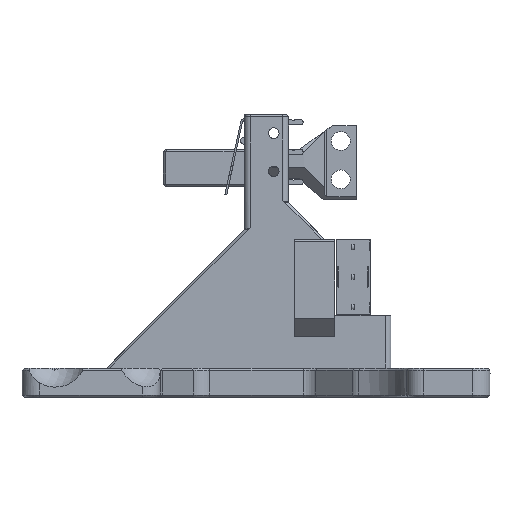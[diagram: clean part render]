
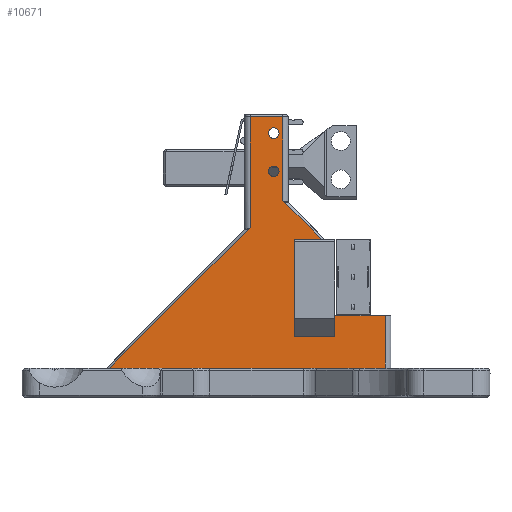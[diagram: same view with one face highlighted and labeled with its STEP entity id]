
A CAD part, front view. The second image highlights one B-rep face of the part: STEP entity #10671.
In plain terms, the highlighted planar face has unit normal (0, -1, 0).
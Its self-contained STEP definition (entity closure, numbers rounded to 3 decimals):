
#271=FACE_BOUND('',#1559,.T.);
#272=FACE_BOUND('',#1560,.T.);
#579=CIRCLE('',#11469,0.9);
#580=CIRCLE('',#11471,0.9);
#956=FACE_OUTER_BOUND('',#1558,.T.);
#1558=EDGE_LOOP('',(#8099,#8100,#8101,#8102,#8103,#8104,#8105,#8106,#8107,
#8108,#8109,#8110));
#1559=EDGE_LOOP('',(#8111));
#1560=EDGE_LOOP('',(#8112));
#1980=LINE('',#14829,#3167);
#2177=LINE('',#15570,#3364);
#2277=LINE('',#15902,#3464);
#2283=LINE('',#15914,#3470);
#2285=LINE('',#15925,#3472);
#2306=LINE('',#16009,#3493);
#2309=LINE('',#16013,#3496);
#2379=LINE('',#16163,#3566);
#2390=LINE('',#16192,#3577);
#2395=LINE('',#16208,#3582);
#2396=LINE('',#16212,#3583);
#2397=LINE('',#16213,#3584);
#3167=VECTOR('',#12000,10.);
#3364=VECTOR('',#12575,10.);
#3464=VECTOR('',#12823,10.);
#3470=VECTOR('',#12831,10.);
#3472=VECTOR('',#12841,10.);
#3493=VECTOR('',#12896,10.);
#3496=VECTOR('',#12901,10.);
#3566=VECTOR('',#13061,10.);
#3577=VECTOR('',#13092,10.);
#3582=VECTOR('',#13113,10.);
#3583=VECTOR('',#13120,10.);
#3584=VECTOR('',#13121,10.);
#4376=VERTEX_POINT('',#14826);
#4377=VERTEX_POINT('',#14828);
#4567=VERTEX_POINT('',#15568);
#4638=VERTEX_POINT('',#15899);
#4639=VERTEX_POINT('',#15901);
#4643=VERTEX_POINT('',#15911);
#4644=VERTEX_POINT('',#15913);
#4648=VERTEX_POINT('',#15922);
#4649=VERTEX_POINT('',#15924);
#4671=VERTEX_POINT('',#16008);
#4707=VERTEX_POINT('',#16165);
#4708=VERTEX_POINT('',#16169);
#4714=VERTEX_POINT('',#16190);
#4717=VERTEX_POINT('',#16207);
#5376=EDGE_CURVE('',#4376,#4377,#1980,.T.);
#5677=EDGE_CURVE('',#4567,#4376,#2177,.T.);
#5805=EDGE_CURVE('',#4639,#4638,#2277,.T.);
#5811=EDGE_CURVE('',#4644,#4643,#2283,.T.);
#5816=EDGE_CURVE('',#4648,#4649,#2285,.T.);
#5847=EDGE_CURVE('',#4649,#4671,#2306,.T.);
#5850=EDGE_CURVE('',#4377,#4648,#2309,.F.);
#5924=EDGE_CURVE('',#4644,#4567,#2379,.T.);
#5926=EDGE_CURVE('',#4707,#4707,#579,.F.);
#5928=EDGE_CURVE('',#4708,#4708,#580,.F.);
#5938=EDGE_CURVE('',#4643,#4714,#2390,.T.);
#5946=EDGE_CURVE('',#4671,#4717,#2395,.T.);
#5948=EDGE_CURVE('',#4717,#4638,#2396,.T.);
#5949=EDGE_CURVE('',#4714,#4639,#2397,.T.);
#8099=ORIENTED_EDGE('',*,*,#5948,.F.);
#8100=ORIENTED_EDGE('',*,*,#5946,.F.);
#8101=ORIENTED_EDGE('',*,*,#5847,.F.);
#8102=ORIENTED_EDGE('',*,*,#5816,.F.);
#8103=ORIENTED_EDGE('',*,*,#5850,.F.);
#8104=ORIENTED_EDGE('',*,*,#5376,.F.);
#8105=ORIENTED_EDGE('',*,*,#5677,.F.);
#8106=ORIENTED_EDGE('',*,*,#5924,.F.);
#8107=ORIENTED_EDGE('',*,*,#5811,.T.);
#8108=ORIENTED_EDGE('',*,*,#5938,.T.);
#8109=ORIENTED_EDGE('',*,*,#5949,.T.);
#8110=ORIENTED_EDGE('',*,*,#5805,.T.);
#8111=ORIENTED_EDGE('',*,*,#5926,.F.);
#8112=ORIENTED_EDGE('',*,*,#5928,.F.);
#10174=PLANE('',#11488);
#10671=ADVANCED_FACE('',(#956,#271,#272),#10174,.T.);
#11469=AXIS2_PLACEMENT_3D('',#16167,#13065,#13066);
#11471=AXIS2_PLACEMENT_3D('',#16171,#13070,#13071);
#11488=AXIS2_PLACEMENT_3D('',#16211,#13118,#13119);
#12000=DIRECTION('',(-1.,0.,0.));
#12575=DIRECTION('',(0.,0.,-1.));
#12823=DIRECTION('',(1.,0.,0.));
#12831=DIRECTION('',(0.,0.,-1.));
#12841=DIRECTION('',(0.,0.,1.));
#12896=DIRECTION('',(1.,0.,0.));
#12901=DIRECTION('',(-0.707,0.,-0.707));
#13061=DIRECTION('',(1.,0.,0.));
#13065=DIRECTION('center_axis',(0.,1.,0.));
#13066=DIRECTION('ref_axis',(1.,0.,0.));
#13070=DIRECTION('center_axis',(0.,1.,0.));
#13071=DIRECTION('ref_axis',(1.,0.,0.));
#13092=DIRECTION('',(-1.,0.,0.));
#13113=DIRECTION('',(0.,0.,-1.));
#13118=DIRECTION('center_axis',(0.,-1.,0.));
#13119=DIRECTION('ref_axis',(-1.,0.,0.));
#13120=DIRECTION('',(0.707,0.,-0.707));
#13121=DIRECTION('',(0.,0.,1.));
#14826=CARTESIAN_POINT('',(359.836,-363.029,-235.246));
#14828=CARTESIAN_POINT('',(312.961,-363.029,-235.246));
#14829=CARTESIAN_POINT('',(320.917,-363.029,-235.246));
#15568=CARTESIAN_POINT('',(359.836,-363.029,-226.335));
#15570=CARTESIAN_POINT('',(359.836,-363.029,-249.2));
#15899=CARTESIAN_POINT('',(349.036,-363.029,-213.335));
#15901=CARTESIAN_POINT('',(344.429,-363.029,-213.335));
#15902=CARTESIAN_POINT('',(342.318,-363.029,-213.335));
#15911=CARTESIAN_POINT('',(351.295,-363.029,-229.959));
#15913=CARTESIAN_POINT('',(351.295,-363.029,-226.335));
#15914=CARTESIAN_POINT('',(351.295,-363.029,-217.958));
#15922=CARTESIAN_POINT('',(336.896,-363.029,-211.312));
#15924=CARTESIAN_POINT('',(336.896,-363.029,-192.546));
#15925=CARTESIAN_POINT('',(336.896,-363.029,-249.2));
#16008=CARTESIAN_POINT('',(342.412,-363.029,-192.546));
#16009=CARTESIAN_POINT('',(326.019,-363.029,-192.546));
#16013=CARTESIAN_POINT('',(314.824,-363.029,-233.384));
#16163=CARTESIAN_POINT('',(334.126,-363.029,-226.335));
#16165=CARTESIAN_POINT('',(339.995,-363.029,-201.796));
#16167=CARTESIAN_POINT('Origin',(340.895,-363.029,-201.796));
#16169=CARTESIAN_POINT('',(339.995,-363.029,-195.296));
#16171=CARTESIAN_POINT('Origin',(340.895,-363.029,-195.296));
#16190=CARTESIAN_POINT('',(344.429,-363.029,-229.959));
#16192=CARTESIAN_POINT('',(344.439,-363.029,-229.959));
#16207=CARTESIAN_POINT('',(342.412,-363.029,-206.712));
#16208=CARTESIAN_POINT('',(342.412,-363.029,-224.471));
#16211=CARTESIAN_POINT('Origin',(337.882,-363.029,-216.196));
#16212=CARTESIAN_POINT('',(345.557,-363.029,-209.856));
#16213=CARTESIAN_POINT('',(344.429,-363.029,-213.825));
